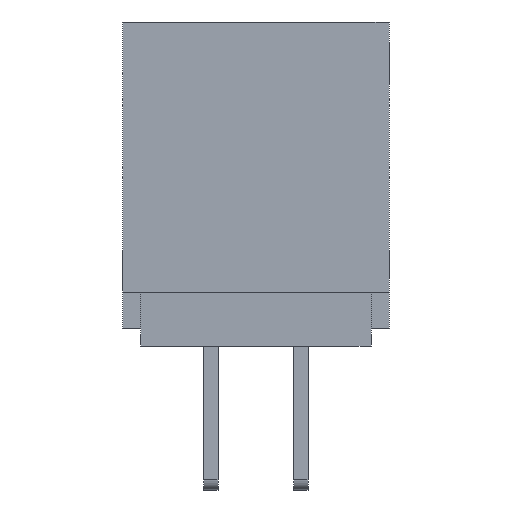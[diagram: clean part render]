
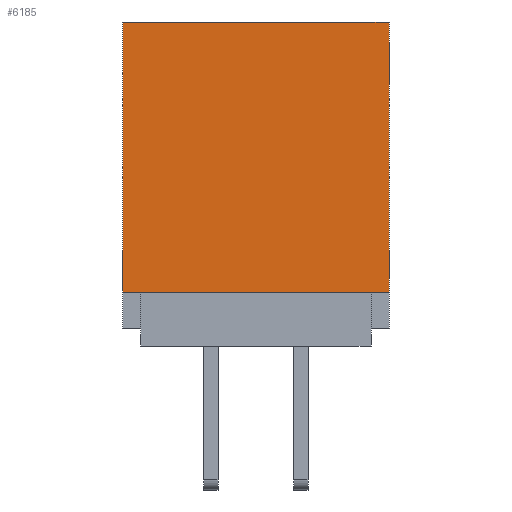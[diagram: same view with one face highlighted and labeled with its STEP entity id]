
A CAD part, left-side view. The second image highlights one B-rep face of the part: STEP entity #6185.
In plain terms, the highlighted planar face has unit normal (-1, 0, 0).
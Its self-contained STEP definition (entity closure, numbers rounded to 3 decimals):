
#83 = CARTESIAN_POINT ( 'NONE',  ( -10.6, -3.7, 0. ) ) ;
#104 = ORIENTED_EDGE ( 'NONE', *, *, #303, .F. ) ;
#186 = EDGE_CURVE ( 'NONE', #11424, #253, #16465, .T. ) ;
#253 = VERTEX_POINT ( 'NONE', #19624 ) ;
#303 = EDGE_CURVE ( 'NONE', #253, #5116, #18231, .T. ) ;
#902 = DIRECTION ( 'NONE',  ( 0., 0., -1. ) ) ;
#1212 = VECTOR ( 'NONE', #902, 1000. ) ;
#1592 = EDGE_LOOP ( 'NONE', ( #5543, #104, #10006, #14625 ) ) ;
#3141 = VERTEX_POINT ( 'NONE', #9159 ) ;
#4373 = CARTESIAN_POINT ( 'NONE',  ( -10.6, -3.7, 7.5 ) ) ;
#4512 = DIRECTION ( 'NONE',  ( 0., 1., 0. ) ) ;
#5116 = VERTEX_POINT ( 'NONE', #83 ) ;
#5543 = ORIENTED_EDGE ( 'NONE', *, *, #11994, .T. ) ;
#5871 = CARTESIAN_POINT ( 'NONE',  ( -10.6, 3.7, 7.5 ) ) ;
#6185 = ADVANCED_FACE ( 'NONE', ( #13625 ), #19819, .F. ) ;
#6914 = LINE ( 'NONE', #8120, #12573 ) ;
#8120 = CARTESIAN_POINT ( 'NONE',  ( -10.6, 3.7, 0. ) ) ;
#8408 = DIRECTION ( 'NONE',  ( 0., -1., 0. ) ) ;
#8782 = DIRECTION ( 'NONE',  ( 0., -1., 0. ) ) ;
#9159 = CARTESIAN_POINT ( 'NONE',  ( -10.6, 3.7, 0. ) ) ;
#9422 = AXIS2_PLACEMENT_3D ( 'NONE', #15709, #18374, #4512 ) ;
#10006 = ORIENTED_EDGE ( 'NONE', *, *, #186, .F. ) ;
#11300 = EDGE_CURVE ( 'NONE', #11424, #3141, #13259, .T. ) ;
#11424 = VERTEX_POINT ( 'NONE', #5871 ) ;
#11994 = EDGE_CURVE ( 'NONE', #3141, #5116, #6914, .T. ) ;
#12573 = VECTOR ( 'NONE', #8408, 1000. ) ;
#13259 = LINE ( 'NONE', #14882, #1212 ) ;
#13625 = FACE_OUTER_BOUND ( 'NONE', #1592, .T. ) ;
#13680 = DIRECTION ( 'NONE',  ( 0., 0., -1. ) ) ;
#14625 = ORIENTED_EDGE ( 'NONE', *, *, #11300, .T. ) ;
#14882 = CARTESIAN_POINT ( 'NONE',  ( -10.6, 3.7, 7.5 ) ) ;
#15709 = CARTESIAN_POINT ( 'NONE',  ( -10.6, 3.7, 7.5 ) ) ;
#16465 = LINE ( 'NONE', #17872, #17432 ) ;
#17432 = VECTOR ( 'NONE', #8782, 1000. ) ;
#17872 = CARTESIAN_POINT ( 'NONE',  ( -10.6, 3.7, 7.5 ) ) ;
#18231 = LINE ( 'NONE', #4373, #18412 ) ;
#18374 = DIRECTION ( 'NONE',  ( 1., 0., 0. ) ) ;
#18412 = VECTOR ( 'NONE', #13680, 1000. ) ;
#19624 = CARTESIAN_POINT ( 'NONE',  ( -10.6, -3.7, 7.5 ) ) ;
#19819 = PLANE ( 'NONE',  #9422 ) ;
